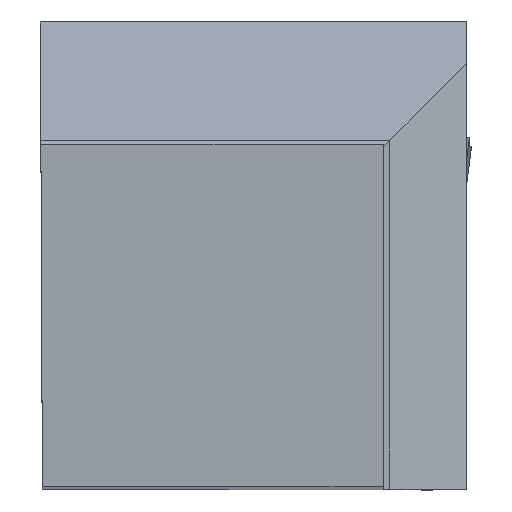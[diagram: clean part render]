
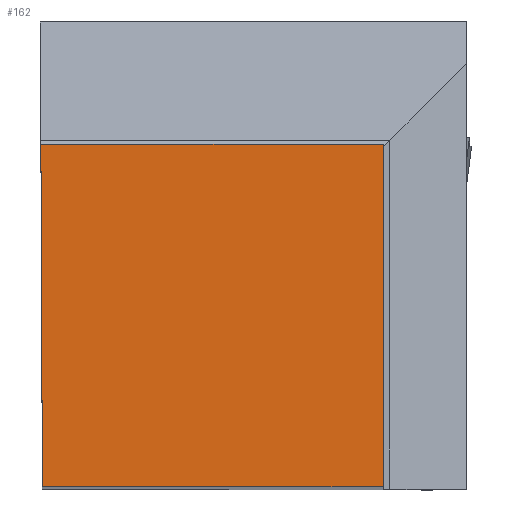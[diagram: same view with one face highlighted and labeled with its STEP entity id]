
A CAD part, top view. The second image highlights one B-rep face of the part: STEP entity #162.
In plain terms, the highlighted planar face has unit normal (0, 0, 1).
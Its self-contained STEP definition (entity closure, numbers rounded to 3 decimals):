
#162=ADVANCED_FACE('BLANK_BOXF006',(#264),#209,.F.);
#209=PLANE('',#1348);
#264=FACE_OUTER_BOUND('',#324,.T.);
#324=EDGE_LOOP('',(#614,#615,#616,#617));
#614=ORIENTED_EDGE('',*,*,#948,.T.);
#615=ORIENTED_EDGE('',*,*,#949,.T.);
#616=ORIENTED_EDGE('',*,*,#950,.T.);
#617=ORIENTED_EDGE('',*,*,#917,.T.);
#779=VERTEX_POINT('',#2066);
#780=VERTEX_POINT('',#2068);
#802=VERTEX_POINT('',#2125);
#803=VERTEX_POINT('',#2127);
#917=EDGE_CURVE('',#780,#779,#1046,.T.);
#948=EDGE_CURVE('',#779,#802,#1072,.T.);
#949=EDGE_CURVE('',#802,#803,#1073,.T.);
#950=EDGE_CURVE('',#803,#780,#1074,.T.);
#1046=LINE('',#2067,#1169);
#1072=LINE('',#2124,#1195);
#1073=LINE('',#2126,#1196);
#1074=LINE('',#2128,#1197);
#1169=VECTOR('',#1573,1.);
#1195=VECTOR('',#1617,1.);
#1196=VECTOR('',#1618,1.);
#1197=VECTOR('',#1619,1.);
#1348=AXIS2_PLACEMENT_3D('',#2129,#1620,#1621);
#1573=DIRECTION('',(1.,0.,0.));
#1617=DIRECTION('',(0.,1.,0.));
#1618=DIRECTION('',(-1.,0.,0.));
#1619=DIRECTION('',(0.004,-1.,0.));
#1620=DIRECTION('',(0.,0.,-1.));
#1621=DIRECTION('',(0.,-1.,0.));
#2066=CARTESIAN_POINT('',(25.273,0.,0.));
#2067=CARTESIAN_POINT('',(-151.7,0.,0.));
#2068=CARTESIAN_POINT('',(0.11,0.,0.));
#2124=CARTESIAN_POINT('',(25.273,-151.7,0.));
#2125=CARTESIAN_POINT('',(25.273,25.273,0.));
#2126=CARTESIAN_POINT('',(151.7,25.273,0.));
#2127=CARTESIAN_POINT('',(0.,25.273,0.));
#2128=CARTESIAN_POINT('',(-0.552,151.699,0.));
#2129=CARTESIAN_POINT('',(31.425,-5.,0.));
